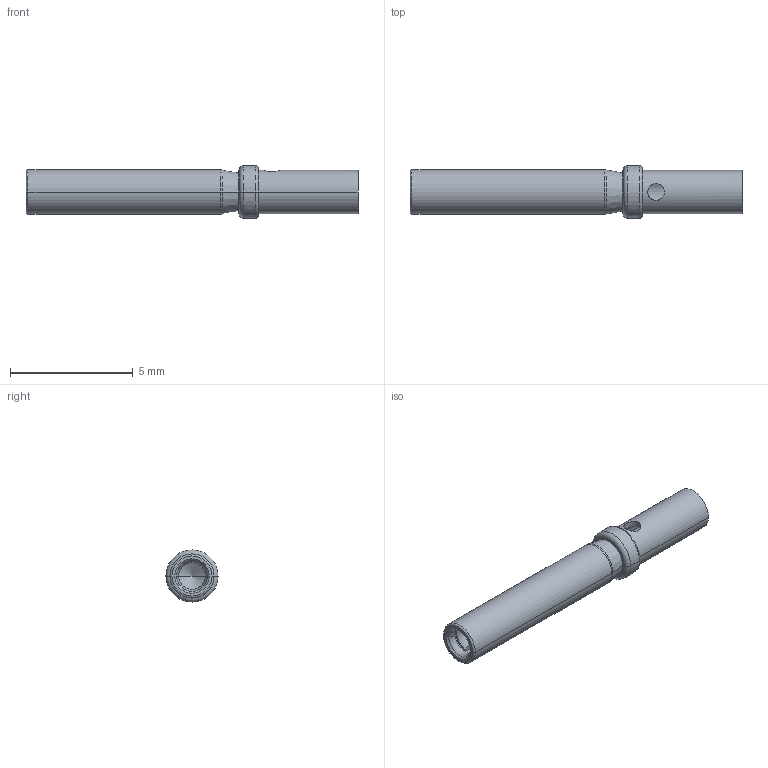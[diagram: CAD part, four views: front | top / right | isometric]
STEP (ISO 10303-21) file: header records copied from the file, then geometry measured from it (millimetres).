
FILE_DESCRIPTION((''),'2;1');
FILE_NAME('00170420292','2020-01-23T',('presta_be4'),(''),'CREO PARAMETRIC BY PTC INC, 2018360','CREO PARAMETRIC BY PTC INC, 2018360','');
FILE_SCHEMA(('CONFIG_CONTROL_DESIGN'));
Length unit declared in the file: millimetre
Products named in the file (1): 00170420292
Bounding box: 13.55 x 2.13 x 2.13 mm (x, y, z)
Volume: 20.1 mm3; surface area: 205.3 mm2
Topology: 1 solids, 1 shells, 63 faces, 142 edges, 82 vertices
Faces by surface type: cylinder 18, torus 18, cone 14, plane 13
Entity records: 1994 total; most frequent: CARTESIAN_POINT 517, DIRECTION 338, ORIENTED_EDGE 276, AXIS2_PLACEMENT_3D 145, EDGE_CURVE 138, VERTEX_POINT 82, CIRCLE 82, EDGE_LOOP 70
